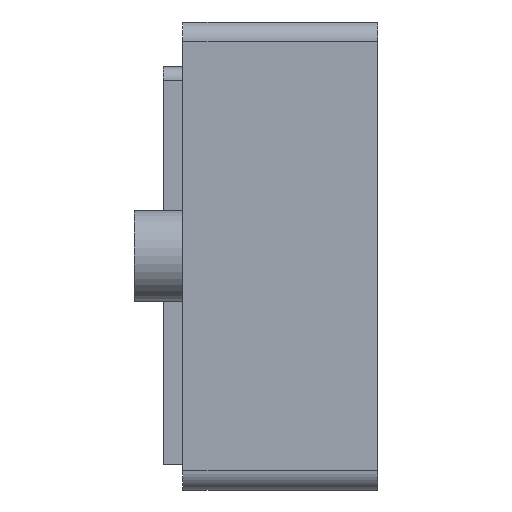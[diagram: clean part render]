
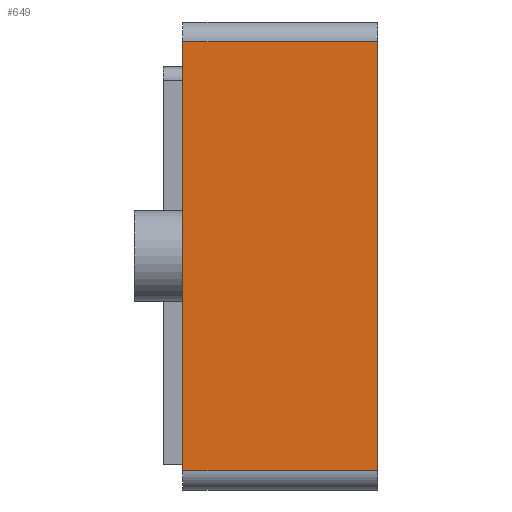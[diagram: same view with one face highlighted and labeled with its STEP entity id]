
A CAD part, left-side view. The second image highlights one B-rep face of the part: STEP entity #649.
In plain terms, the highlighted planar face has unit normal (-1, 0, 0).
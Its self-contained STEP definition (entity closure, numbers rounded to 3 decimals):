
#41=PLANE('',#710);
#72=FACE_OUTER_BOUND('',#109,.T.);
#109=EDGE_LOOP('',(#544,#545,#546,#547));
#178=LINE('',#1049,#248);
#179=LINE('',#1051,#249);
#180=LINE('',#1053,#250);
#181=LINE('',#1054,#251);
#248=VECTOR('',#860,10.);
#249=VECTOR('',#861,10.);
#250=VECTOR('',#862,10.);
#251=VECTOR('',#863,10.);
#328=VERTEX_POINT('',#1047);
#329=VERTEX_POINT('',#1048);
#330=VERTEX_POINT('',#1050);
#331=VERTEX_POINT('',#1052);
#410=EDGE_CURVE('',#328,#329,#178,.T.);
#411=EDGE_CURVE('',#328,#330,#179,.T.);
#412=EDGE_CURVE('',#331,#330,#180,.T.);
#413=EDGE_CURVE('',#329,#331,#181,.T.);
#544=ORIENTED_EDGE('',*,*,#410,.F.);
#545=ORIENTED_EDGE('',*,*,#411,.T.);
#546=ORIENTED_EDGE('',*,*,#412,.F.);
#547=ORIENTED_EDGE('',*,*,#413,.F.);
#649=ADVANCED_FACE('',(#72),#41,.T.);
#710=AXIS2_PLACEMENT_3D('',#1046,#858,#859);
#858=DIRECTION('center_axis',(-1.,0.,0.));
#859=DIRECTION('ref_axis',(0.,0.,1.));
#860=DIRECTION('',(0.,0.,-1.));
#861=DIRECTION('',(0.,1.,0.));
#862=DIRECTION('',(0.,0.,1.));
#863=DIRECTION('',(0.,1.,0.));
#1046=CARTESIAN_POINT('Origin',(0.,0.,-23.));
#1047=CARTESIAN_POINT('',(0.,0.,-1.));
#1048=CARTESIAN_POINT('',(0.,0.,-23.));
#1049=CARTESIAN_POINT('',(0.,0.,-1.));
#1050=CARTESIAN_POINT('',(0.,10.,-1.));
#1051=CARTESIAN_POINT('',(0.,0.,-1.));
#1052=CARTESIAN_POINT('',(0.,10.,-23.));
#1053=CARTESIAN_POINT('',(0.,10.,-1.));
#1054=CARTESIAN_POINT('',(0.,0.,-23.));
